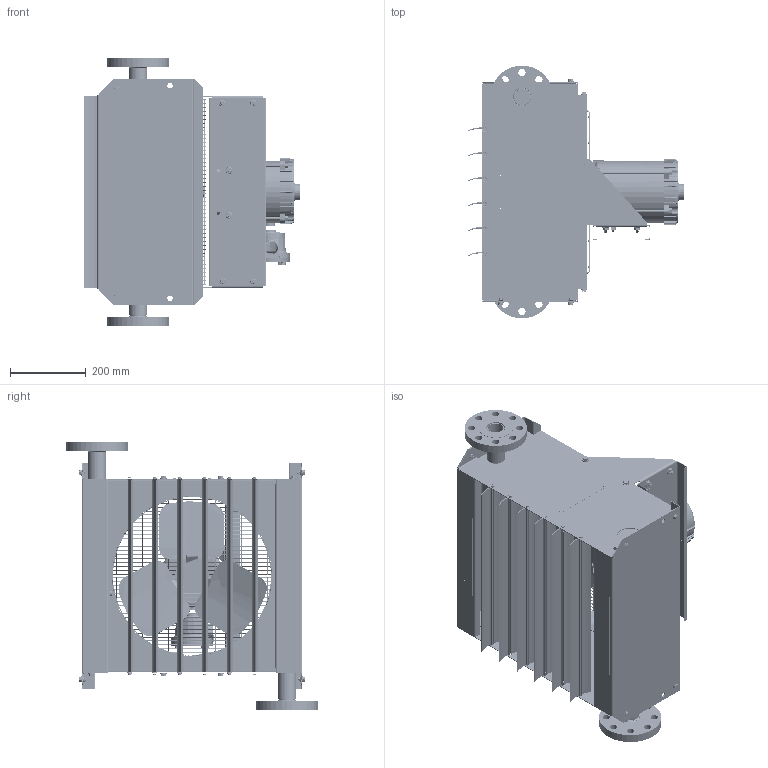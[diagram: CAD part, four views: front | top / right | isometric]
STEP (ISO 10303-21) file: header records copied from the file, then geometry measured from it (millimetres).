
FILE_DESCRIPTION (( 'STEP AP214' ), '1' );
FILE_NAME ('HHP2-16-GA-Class 3000 8 bolt flange.STEP', '2018-02-13T21:49:24', ( 'jose' ), ( 'Microsoft' ), 'SwSTEP 2.0', 'SolidWorks 2018', '' );
FILE_SCHEMA (( 'AUTOMOTIVE_DESIGN' ));
Length unit declared in the file: inch
Products named in the file (1): HHP2-16-GA-Class 3000 8 bolt flange
Bounding box: 572.6 x 668.1 x 710.06 mm (x, y, z)
Surface area: 4096996.9 mm2 (no closed solid volume)
Topology: 0 solids, 477 shells, 3054 faces, 10297 edges, 7289 vertices
Faces by surface type: cylinder 1077, plane 971, cone 457, torus 430, bspline 115, sphere 4
Entity records: 167720 total; most frequent: CARTESIAN_POINT 41402, DIRECTION 18528, ORIENTED_EDGE 15602, EDGE_CURVE 10295, AXIS2_PLACEMENT_3D 7330, VERTEX_POINT 7289, CIRCLE 4390, VECTOR 3868
